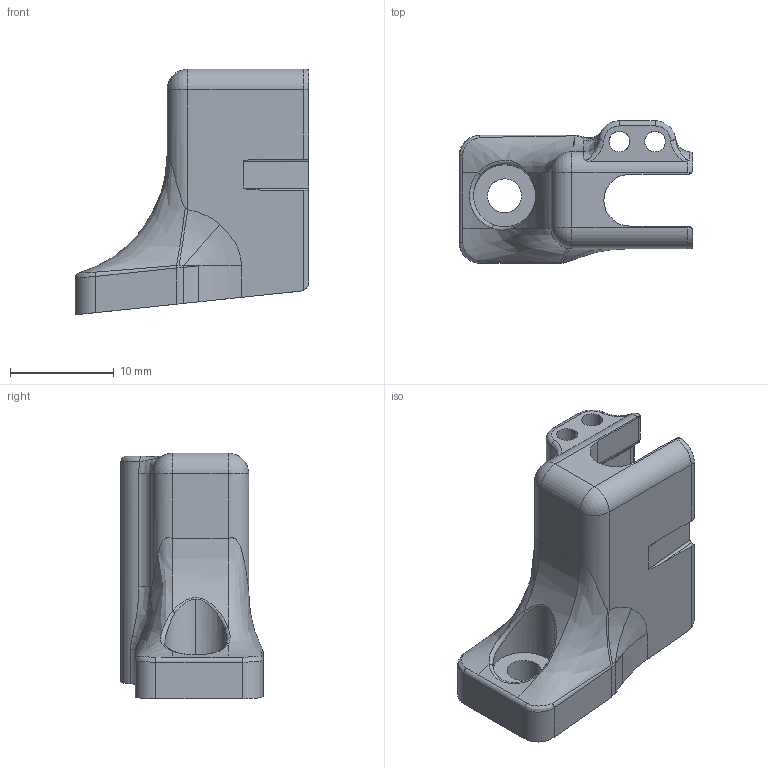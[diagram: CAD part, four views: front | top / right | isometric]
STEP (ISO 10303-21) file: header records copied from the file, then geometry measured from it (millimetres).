
FILE_DESCRIPTION (( 'STEP AP214' ), '1' );
FILE_NAME ('TYPEC.STEP', '2023-01-10T08:26:29', ( 'Windows User' ), ( 'P R C' ), 'SwSTEP 2.0', 'SolidWorks 2022', '' );
FILE_SCHEMA (( 'AUTOMOTIVE_DESIGN' ));
Length unit declared in the file: millimetre
Products named in the file (1): TYPEC
Bounding box: 22.59 x 13.72 x 23.73 mm (x, y, z)
Volume: 2127.3 mm3; surface area: 2303.6 mm2
Topology: 1 solids, 2 shells, 139 faces, 347 edges, 203 vertices
Faces by surface type: cylinder 62, bspline 35, plane 29, torus 7, sphere 6
Entity records: 10466 total; most frequent: CARTESIAN_POINT 7550, ORIENTED_EDGE 678, DIRECTION 511, EDGE_CURVE 339, VERTEX_POINT 203, AXIS2_PLACEMENT_3D 194, EDGE_LOOP 144, ADVANCED_FACE 139
